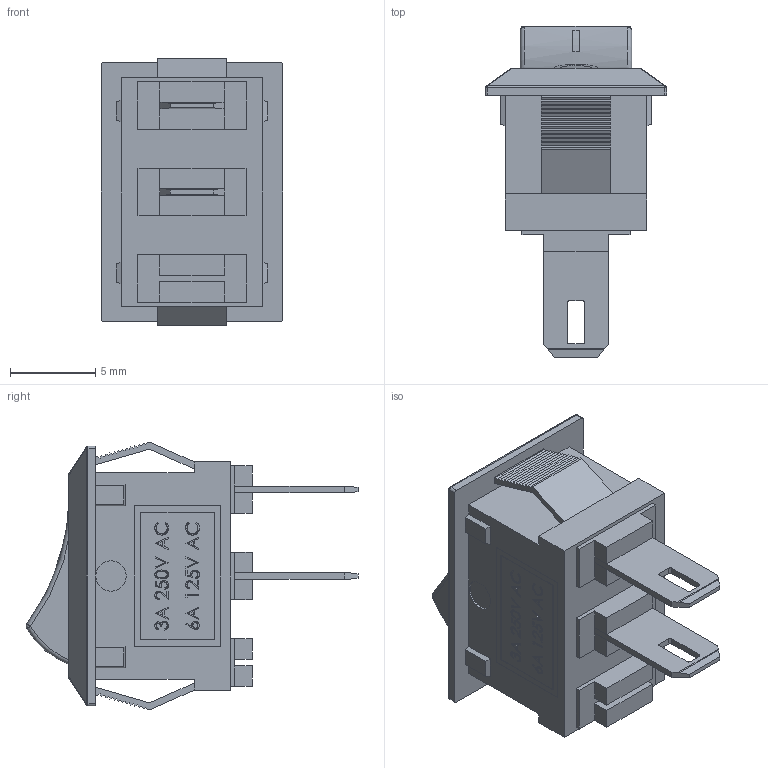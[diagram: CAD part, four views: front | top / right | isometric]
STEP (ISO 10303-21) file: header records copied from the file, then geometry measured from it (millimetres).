
FILE_DESCRIPTION (( 'STEP AP203' ), '1' );
FILE_NAME ('STEP Mini Rocker 2-Pin Switch OFF.STEP', '2019-07-24T21:58:57', ( '' ), ( '' ), 'SwSTEP 2.0', 'SolidWorks 2019', '' );
FILE_SCHEMA (( 'CONFIG_CONTROL_DESIGN' ));
Length unit declared in the file: millimetre
Products named in the file (2): STEP Mini Rocker 2-Pin Switch OFF
Bounding box: 10.67 x 19.51 x 15.75 mm (x, y, z)
Volume: 1104.1 mm3; surface area: 1783.7 mm2
Topology: 6 solids, 6 shells, 485 faces, 1273 edges, 822 vertices
Faces by surface type: plane 324, bspline 78, cylinder 55, sphere 20, torus 8
Entity records: 19440 total; most frequent: CARTESIAN_POINT 7900, ORIENTED_EDGE 2514, DIRECTION 2017, EDGE_CURVE 1257, VECTOR 971, LINE 971, VERTEX_POINT 816, EDGE_LOOP 529
